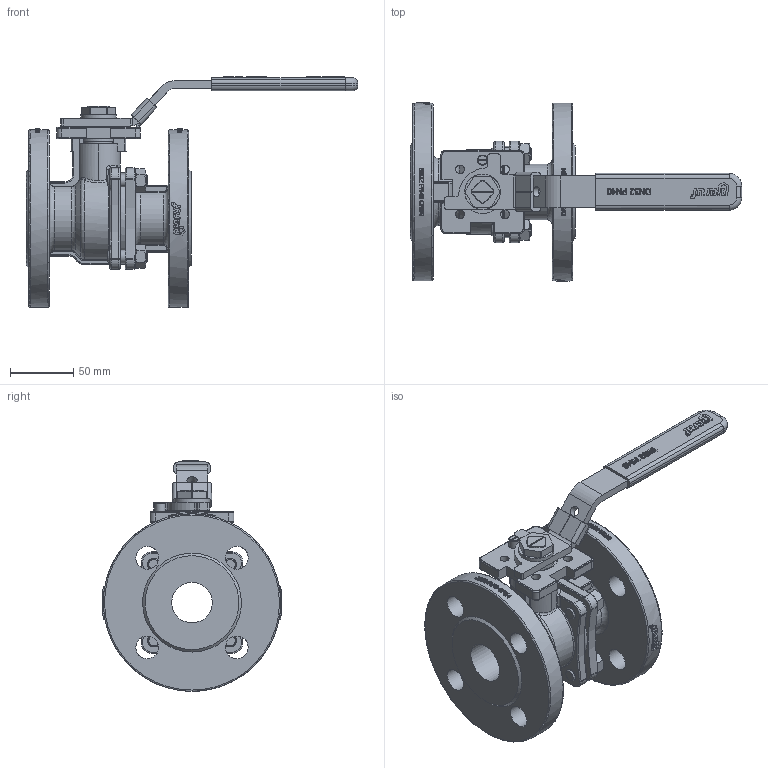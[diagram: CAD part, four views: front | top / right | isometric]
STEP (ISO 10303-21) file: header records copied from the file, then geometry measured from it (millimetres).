
FILE_DESCRIPTION(('HOOPS Exchange Step'),'2;1');
FILE_NAME('FK0600_DN32.stp','2025-08-04T13:20:06+02:00',('nieru'),('Unknown organisation'),'HOOPS Exchange 2024.2','HOOPS Exchange','Unknown authorisation');
FILE_SCHEMA( ('AP203_CONFIGURATION_CONTROLLED_3D_DESIGN_OF_MECHANICAL_PARTS_AND_ASSEMBLIES_MIM_LF') );
Length unit declared in the file: millimetre
Products named in the file (2): 0; root
Assembly tree (1 placements, depth 2):
  root
    0
Bounding box: 261.5 x 142 x 182 mm (x, y, z)
Volume: 802135.1 mm3; surface area: 156502.2 mm2
Topology: 1 solids, 1 shells, 1626 faces, 4502 edges, 2948 vertices
Faces by surface type: bspline 590, plane 578, cylinder 361, torus 71, cone 22, sphere 4
Full cylindrical faces by diameter (mm): 4.917 x1, 7 x4, 8 x2, 10 x12, 10.5 x4, 18 x9, 18.5 x3, 22 x1, 26 x1, 28 x3, 32 x1, 34 x1, 72 x1, 140 x2
Entity records: 113149 total; most frequent: CARTESIAN_POINT 77385, ORIENTED_EDGE 8994, DIRECTION 4792, EDGE_CURVE 4497, VERTEX_POINT 2949, B_SPLINE_CURVE_WITH_KNOTS 2185, EDGE_LOOP 1774, FACE_BOUND 1774
